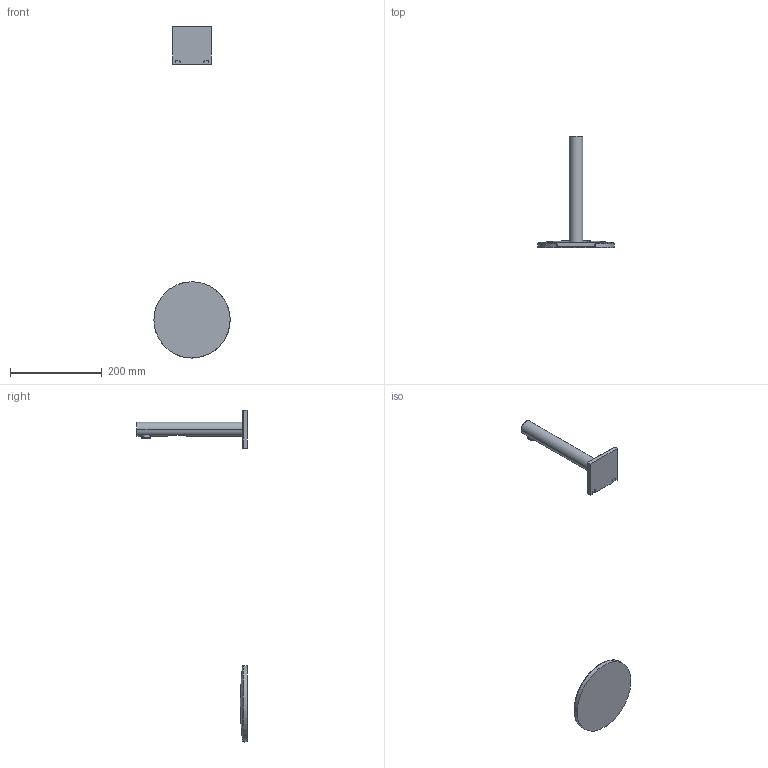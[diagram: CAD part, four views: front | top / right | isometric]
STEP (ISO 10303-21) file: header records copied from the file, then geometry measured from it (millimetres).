
FILE_DESCRIPTION(('CAx-IF Rec.Pracs.---Model Styling and Organization---1.2---2011-12-15','CAx-IF Rec.Pracs.---Geometric and Assembly Validation Properties---4.1---2014-06-16','CAx-IF Rec.Pracs.---PMI Polyline Presentation---2.0---2013-05-24'),'2;1');
FILE_NAME('1000111857_PPR_000.stp','2017-01-26T07:05:56+01:00',(''),(''),'STEP Interface 4.0.1101 by CT CoreTechnologie','3D_Evolution4.0.1101 by CT CoreTechnologie','');
FILE_SCHEMA(('AP203_CONFIGURATION_CONTROLLED_3D_DESIGN_OF_MECHANICAL_PARTS_AND_ASSEMBLIES_MIM_LF'));
Length unit declared in the file: millimetre
Products named in the file (9): P_2 Puro lang_IR Wandauslauf AX 1000111857_PPR_000_A0; P_2 GK_Auslauf_IRWA_PURO_lang 1000111861_PPA_000_A0; P_2 IR-Filterglas mit KS-Traeger 1000111854_PPA_000_A0; P_2 Rosette rechteckig_IR Wandauslauf AX 1000111852_PPA_000_A0; Gewindestift mit Zapfen DIN915-M6x6-A2 1000000103_PPA_000_A0; P_2 Huelse WTM AXOR UNO³ 1000110779_PPA_000_A0; SR_CA-M16,5x1_HC_1,5gpm-lam_gruen-weiss 1000051585_PPR_000_A0; SR_CA-M16,5x1_HC_1,5gpm-lam_gruen-weiss 1000051586_PPA_000_A0; P_2 Blechrosette D170_IR Wandauslauf AX 1000111851_PPA_000_A0
Assembly tree (8 placements, depth 3):
  P_2 Puro lang_IR Wandauslauf AX 1000111857_PPR_000_A0
    P_2 GK_Auslauf_IRWA_PURO_lang 1000111861_PPA_000_A0
    P_2 IR-Filterglas mit KS-Traeger 1000111854_PPA_000_A0
    P_2 Rosette rechteckig_IR Wandauslauf AX 1000111852_PPA_000_A0
    Gewindestift mit Zapfen DIN915-M6x6-A2 1000000103_PPA_000_A0
    P_2 Huelse WTM AXOR UNO³ 1000110779_PPA_000_A0
    SR_CA-M16,5x1_HC_1,5gpm-lam_gruen-weiss 1000051585_PPR_000_A0
      SR_CA-M16,5x1_HC_1,5gpm-lam_gruen-weiss 1000051586_PPA_000_A0
    P_2 Blechrosette D170_IR Wandauslauf AX 1000111851_PPA_000_A0
Bounding box: 166.55 x 241.7 x 725.29 mm (x, y, z)
Volume: 504493.7 mm3; surface area: 93860.7 mm2
Topology: 8 solids, 8 shells, 805 faces, 2023 edges, 1295 vertices
Faces by surface type: plane 598, cylinder 114, bspline 93
Entity records: 34022 total; most frequent: CARTESIAN_POINT 6048, ORIENTED_EDGE 4028, DIRECTION 3840, EDGE_CURVE 2014, VECTOR 1576, LINE 1576, VERTEX_POINT 1295, AXIS2_PLACEMENT_3D 1132
